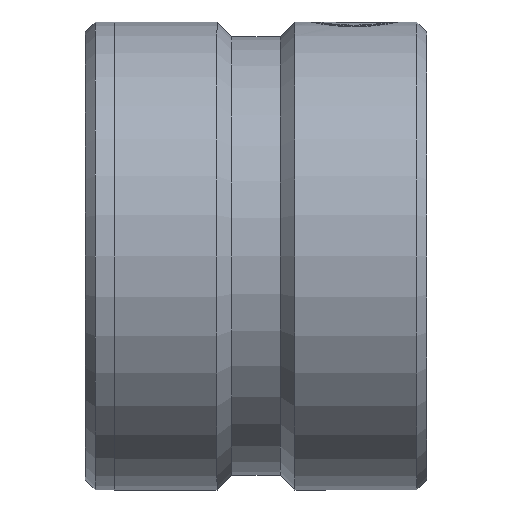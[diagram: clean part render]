
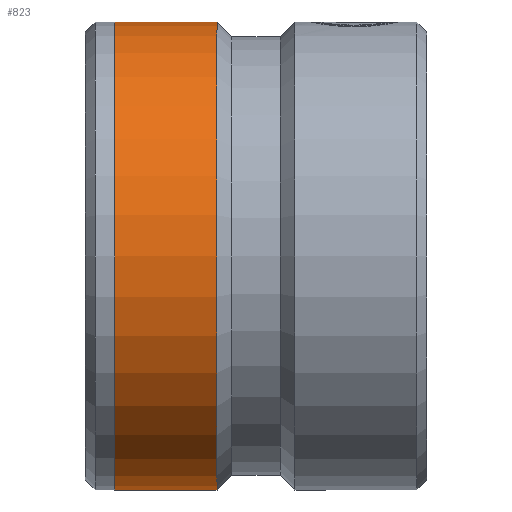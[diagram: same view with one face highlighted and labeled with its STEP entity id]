
A CAD part, left-side view. The second image highlights one B-rep face of the part: STEP entity #823.
In plain terms, the highlighted cylindrical face has radius 24 mm (diameter 48 mm), a partial arc.
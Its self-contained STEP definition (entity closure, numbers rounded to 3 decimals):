
#24 = EDGE_CURVE ( 'NONE', #241, #1310, #1318, .T. ) ;
#121 = EDGE_CURVE ( 'NONE', #1344, #1310, #226, .T. ) ;
#135 = DIRECTION ( 'NONE',  ( 0., -1., 0. ) ) ;
#193 = AXIS2_PLACEMENT_3D ( 'NONE', #501, #1376, #637 ) ;
#212 = CARTESIAN_POINT ( 'NONE',  ( 0., 32., 24. ) ) ;
#226 = CIRCLE ( 'NONE', #851, 24. ) ;
#241 = VERTEX_POINT ( 'NONE', #1119 ) ;
#254 = DIRECTION ( 'NONE',  ( 0., 0., -1. ) ) ;
#487 = CYLINDRICAL_SURFACE ( 'NONE', #1479, 24. ) ;
#497 = CARTESIAN_POINT ( 'NONE',  ( 0., 0., -24. ) ) ;
#501 = CARTESIAN_POINT ( 'NONE',  ( 0., 32., 0. ) ) ;
#527 = CARTESIAN_POINT ( 'NONE',  ( 0., 21.5, -24. ) ) ;
#560 = CIRCLE ( 'NONE', #193, 24. ) ;
#568 = DIRECTION ( 'NONE',  ( 0., -1., 0. ) ) ;
#596 = LINE ( 'NONE', #824, #1510 ) ;
#624 = CARTESIAN_POINT ( 'NONE',  ( 0., 0., 0. ) ) ;
#637 = DIRECTION ( 'NONE',  ( 0., 0., -1. ) ) ;
#689 = DIRECTION ( 'NONE',  ( 0., -1., 0. ) ) ;
#698 = ORIENTED_EDGE ( 'NONE', *, *, #1242, .T. ) ;
#822 = ORIENTED_EDGE ( 'NONE', *, *, #121, .F. ) ;
#823 = ADVANCED_FACE ( 'NONE', ( #1474 ), #487, .T. ) ;
#824 = CARTESIAN_POINT ( 'NONE',  ( 0., 0., 24. ) ) ;
#851 = AXIS2_PLACEMENT_3D ( 'NONE', #1315, #568, #254 ) ;
#941 = ORIENTED_EDGE ( 'NONE', *, *, #24, .T. ) ;
#974 = VECTOR ( 'NONE', #135, 1000. ) ;
#988 = DIRECTION ( 'NONE',  ( 0., -1., 0. ) ) ;
#1061 = EDGE_LOOP ( 'NONE', ( #1542, #698, #941, #822 ) ) ;
#1119 = CARTESIAN_POINT ( 'NONE',  ( 0., 32., -24. ) ) ;
#1127 = EDGE_CURVE ( 'NONE', #1341, #1344, #596, .T. ) ;
#1238 = DIRECTION ( 'NONE',  ( 0., 0., -1. ) ) ;
#1242 = EDGE_CURVE ( 'NONE', #1341, #241, #560, .T. ) ;
#1310 = VERTEX_POINT ( 'NONE', #527 ) ;
#1315 = CARTESIAN_POINT ( 'NONE',  ( 0., 21.5, 0. ) ) ;
#1318 = LINE ( 'NONE', #497, #974 ) ;
#1341 = VERTEX_POINT ( 'NONE', #212 ) ;
#1344 = VERTEX_POINT ( 'NONE', #1524 ) ;
#1376 = DIRECTION ( 'NONE',  ( 0., -1., 0. ) ) ;
#1474 = FACE_OUTER_BOUND ( 'NONE', #1061, .T. ) ;
#1479 = AXIS2_PLACEMENT_3D ( 'NONE', #624, #988, #1238 ) ;
#1510 = VECTOR ( 'NONE', #689, 1000. ) ;
#1524 = CARTESIAN_POINT ( 'NONE',  ( 0., 21.5, 24. ) ) ;
#1542 = ORIENTED_EDGE ( 'NONE', *, *, #1127, .F. ) ;
